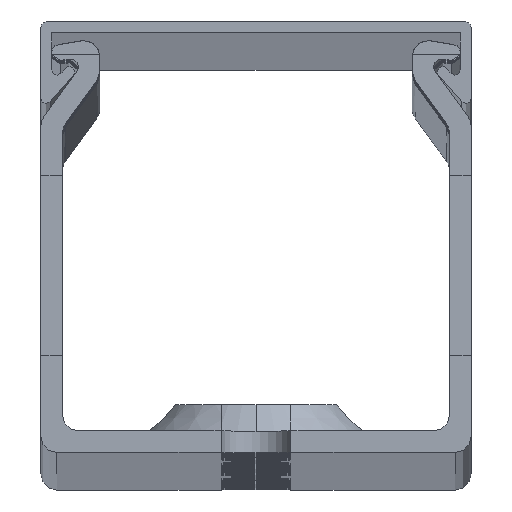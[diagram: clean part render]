
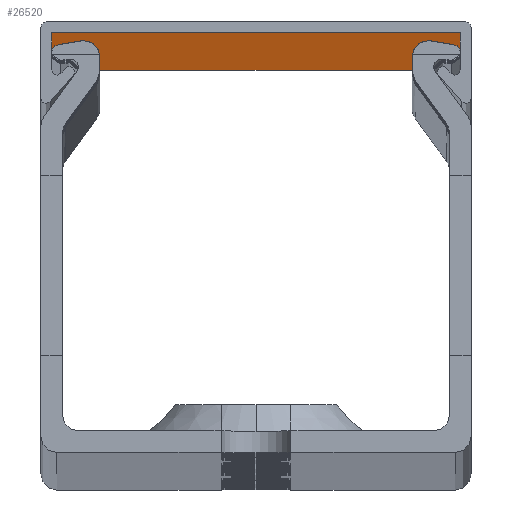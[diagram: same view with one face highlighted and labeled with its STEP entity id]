
A CAD part, top view. The second image highlights one B-rep face of the part: STEP entity #26520.
In plain terms, the highlighted planar face has unit normal (0, -1, 0).
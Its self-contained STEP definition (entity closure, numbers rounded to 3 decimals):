
#578 = PLANE ( 'NONE',  #27142 ) ;
#1019 = CARTESIAN_POINT ( 'NONE',  ( 19., 39., 1000. ) ) ;
#2615 = LINE ( 'NONE', #33944, #12456 ) ;
#3719 = CARTESIAN_POINT ( 'NONE',  ( -19., 39., 1000. ) ) ;
#3806 = VECTOR ( 'NONE', #30161, 1000. ) ;
#5453 = DIRECTION ( 'NONE',  ( -1., 0., 0. ) ) ;
#6855 = CARTESIAN_POINT ( 'NONE',  ( -19., 39., 1040.872 ) ) ;
#7005 = ORIENTED_EDGE ( 'NONE', *, *, #27709, .T. ) ;
#8550 = EDGE_CURVE ( 'NONE', #21091, #8979, #32739, .T. ) ;
#8979 = VERTEX_POINT ( 'NONE', #10252 ) ;
#10252 = CARTESIAN_POINT ( 'NONE',  ( 19., 39., -1000. ) ) ;
#11069 = DIRECTION ( 'NONE',  ( 0., 0., 1. ) ) ;
#11709 = ORIENTED_EDGE ( 'NONE', *, *, #8550, .T. ) ;
#11844 = LINE ( 'NONE', #6855, #14881 ) ;
#12456 = VECTOR ( 'NONE', #18294, 1000. ) ;
#12756 = EDGE_CURVE ( 'NONE', #24118, #21091, #11844, .T. ) ;
#13751 = ORIENTED_EDGE ( 'NONE', *, *, #14500, .F. ) ;
#14500 = EDGE_CURVE ( 'NONE', #30689, #8979, #2615, .T. ) ;
#14881 = VECTOR ( 'NONE', #22711, 1000. ) ;
#18294 = DIRECTION ( 'NONE',  ( 0., 0., -1. ) ) ;
#18909 = CARTESIAN_POINT ( 'NONE',  ( -19., 39., -1000. ) ) ;
#20015 = EDGE_LOOP ( 'NONE', ( #13751, #7005, #29311, #11709 ) ) ;
#21091 = VERTEX_POINT ( 'NONE', #18909 ) ;
#21253 = DIRECTION ( 'NONE',  ( 0., 1., 0. ) ) ;
#22711 = DIRECTION ( 'NONE',  ( 0., 0., -1. ) ) ;
#22759 = VECTOR ( 'NONE', #5453, 1000. ) ;
#24118 = VERTEX_POINT ( 'NONE', #3719 ) ;
#26520 = ADVANCED_FACE ( 'NONE', ( #29167 ), #578, .F. ) ;
#27142 = AXIS2_PLACEMENT_3D ( 'NONE', #28990, #21253, #11069 ) ;
#27709 = EDGE_CURVE ( 'NONE', #30689, #24118, #31284, .T. ) ;
#28874 = CARTESIAN_POINT ( 'NONE',  ( -19., 39., 1000. ) ) ;
#28990 = CARTESIAN_POINT ( 'NONE',  ( -19., 39., 1040.872 ) ) ;
#29167 = FACE_OUTER_BOUND ( 'NONE', #20015, .T. ) ;
#29311 = ORIENTED_EDGE ( 'NONE', *, *, #12756, .T. ) ;
#30161 = DIRECTION ( 'NONE',  ( 1., 0., 0. ) ) ;
#30689 = VERTEX_POINT ( 'NONE', #1019 ) ;
#31284 = LINE ( 'NONE', #28874, #22759 ) ;
#32739 = LINE ( 'NONE', #32906, #3806 ) ;
#32906 = CARTESIAN_POINT ( 'NONE',  ( -19., 39., -1000. ) ) ;
#33944 = CARTESIAN_POINT ( 'NONE',  ( 19., 39., 1040.872 ) ) ;
